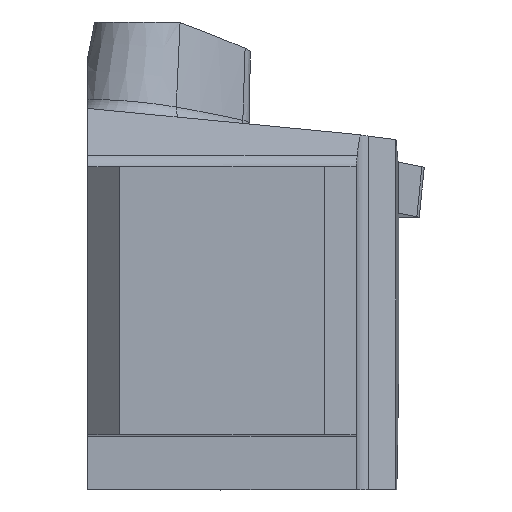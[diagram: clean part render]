
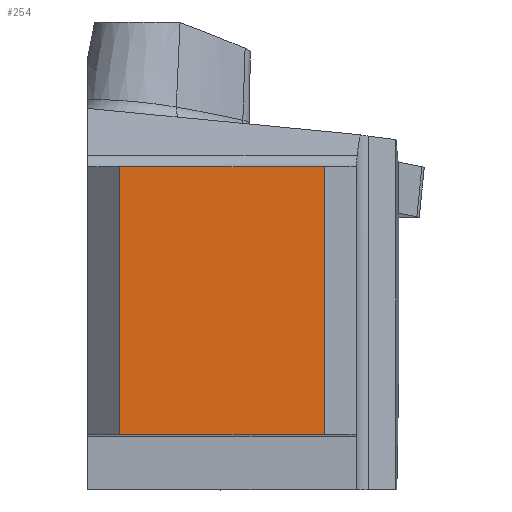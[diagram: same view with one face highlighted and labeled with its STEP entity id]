
A CAD part, top view. The second image highlights one B-rep face of the part: STEP entity #254.
In plain terms, the highlighted planar face has unit normal (0, 0, 1).
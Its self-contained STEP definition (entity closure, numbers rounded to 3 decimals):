
#254=ADVANCED_FACE('CU_BACK_SU1',(#376),#325,.F.);
#325=PLANE('',#1611);
#376=FACE_OUTER_BOUND('',#448,.T.);
#448=EDGE_LOOP('',(#635,#636,#637,#638));
#635=ORIENTED_EDGE('',*,*,#1162,.F.);
#636=ORIENTED_EDGE('',*,*,#1163,.F.);
#637=ORIENTED_EDGE('',*,*,#1164,.T.);
#638=ORIENTED_EDGE('',*,*,#1146,.T.);
#991=VERTEX_POINT('',#2339);
#992=VERTEX_POINT('',#2341);
#1003=VERTEX_POINT('',#2397);
#1004=VERTEX_POINT('',#2399);
#1146=EDGE_CURVE('',#992,#991,#1320,.T.);
#1162=EDGE_CURVE('',#1003,#991,#1330,.T.);
#1163=EDGE_CURVE('',#1004,#1003,#1331,.T.);
#1164=EDGE_CURVE('',#1004,#992,#1332,.T.);
#1320=LINE('',#2340,#1437);
#1330=LINE('',#2396,#1447);
#1331=LINE('',#2398,#1448);
#1332=LINE('',#2400,#1449);
#1437=VECTOR('',#1839,1.);
#1447=VECTOR('',#1859,1.);
#1448=VECTOR('',#1860,1.);
#1449=VECTOR('',#1861,1.);
#1611=AXIS2_PLACEMENT_3D('',#2401,#1862,#1863);
#1839=DIRECTION('',(1.,0.,0.));
#1859=DIRECTION('',(0.,-1.,0.));
#1860=DIRECTION('',(1.,0.,0.));
#1861=DIRECTION('',(0.,-1.,0.));
#1862=DIRECTION('',(0.,0.,-1.));
#1863=DIRECTION('',(1.,0.,0.));
#2339=CARTESIAN_POINT('',(22.325,0.,0.));
#2340=CARTESIAN_POINT('',(110.,0.,0.));
#2341=CARTESIAN_POINT('',(3.,0.,0.));
#2396=CARTESIAN_POINT('',(22.325,0.,0.));
#2397=CARTESIAN_POINT('',(22.325,25.325,0.));
#2398=CARTESIAN_POINT('',(110.,25.325,0.));
#2399=CARTESIAN_POINT('',(3.,25.325,0.));
#2400=CARTESIAN_POINT('',(3.,0.,0.));
#2401=CARTESIAN_POINT('',(-17.766,40.325,0.));
